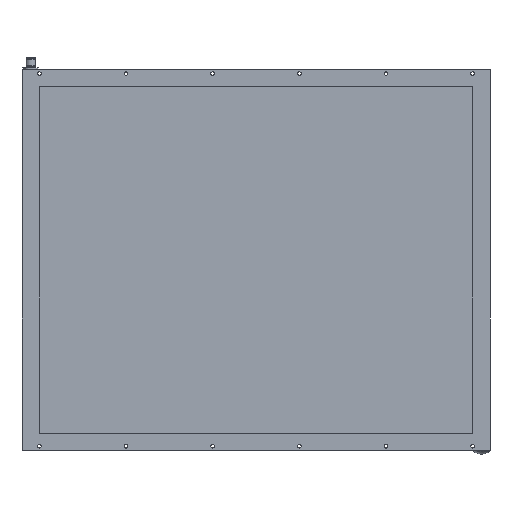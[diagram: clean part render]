
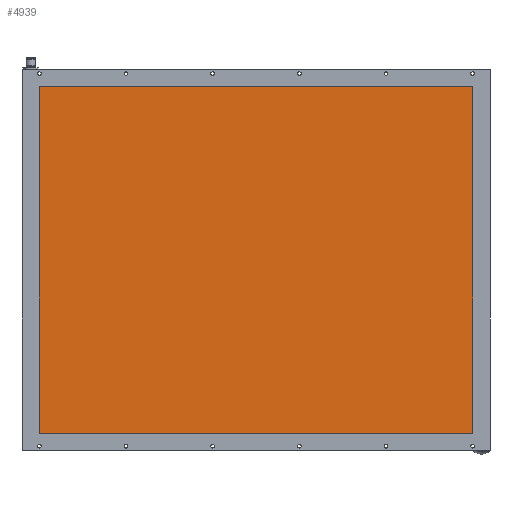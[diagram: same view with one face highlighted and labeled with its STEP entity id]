
A CAD part, front view. The second image highlights one B-rep face of the part: STEP entity #4939.
In plain terms, the highlighted planar face has unit normal (0, -1, 0).
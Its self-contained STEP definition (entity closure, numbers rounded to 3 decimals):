
#482 = EDGE_CURVE ( 'NONE', #761, #763, #3308, .T. ) ;
#534 = EDGE_CURVE ( 'NONE', #788, #763, #2371, .T. ) ;
#543 = EDGE_CURVE ( 'NONE', #761, #2675, #2416, .T. ) ;
#761 = VERTEX_POINT ( 'NONE', #5253 ) ;
#763 = VERTEX_POINT ( 'NONE', #5255 ) ;
#788 = VERTEX_POINT ( 'NONE', #1468 ) ;
#903 = AXIS2_PLACEMENT_3D ( 'NONE', #3069, #3076, #3077 ) ;
#1468 = CARTESIAN_POINT ( 'NONE',  ( 520., 4.1, -420. ) ) ;
#2371 = LINE ( 'NONE', #2387, #3700 ) ;
#2387 = CARTESIAN_POINT ( 'NONE',  ( 520., 4.1, -426. ) ) ;
#2388 = DIRECTION ( 'NONE',  ( 0., 0., 1. ) ) ;
#2416 = LINE ( 'NONE', #2417, #3795 ) ;
#2417 = CARTESIAN_POINT ( 'NONE',  ( 20., 4.1, -14. ) ) ;
#2418 = DIRECTION ( 'NONE',  ( 0., 0., -1. ) ) ;
#2545 = ORIENTED_EDGE ( 'NONE', *, *, #534, .T. ) ;
#2675 = VERTEX_POINT ( 'NONE', #4863 ) ;
#3069 = CARTESIAN_POINT ( 'NONE',  ( 15.5, 4.1, -424.5 ) ) ;
#3073 = FACE_OUTER_BOUND ( 'NONE', #3185, .T. ) ;
#3074 = PLANE ( 'NONE',  #903 ) ;
#3076 = DIRECTION ( 'NONE',  ( 0., -1., 0. ) ) ;
#3077 = DIRECTION ( 'NONE',  ( 1., 0., 0. ) ) ;
#3185 = EDGE_LOOP ( 'NONE', ( #4468, #2545, #4684, #4611 ) ) ;
#3308 = LINE ( 'NONE', #3317, #3914 ) ;
#3317 = CARTESIAN_POINT ( 'NONE',  ( 540., 4.1, -20. ) ) ;
#3318 = DIRECTION ( 'NONE',  ( 1., 0., 0. ) ) ;
#3700 = VECTOR ( 'NONE', #2388, 1000. ) ;
#3795 = VECTOR ( 'NONE', #2418, 1000. ) ;
#3914 = VECTOR ( 'NONE', #3318, 1000. ) ;
#4174 = VECTOR ( 'NONE', #5425, 1000. ) ;
#4468 = ORIENTED_EDGE ( 'NONE', *, *, #4784, .F. ) ;
#4611 = ORIENTED_EDGE ( 'NONE', *, *, #543, .T. ) ;
#4684 = ORIENTED_EDGE ( 'NONE', *, *, #482, .F. ) ;
#4784 = EDGE_CURVE ( 'NONE', #788, #2675, #5423, .T. ) ;
#4863 = CARTESIAN_POINT ( 'NONE',  ( 20., 4.1, -420. ) ) ;
#4939 = ADVANCED_FACE ( 'NONE', ( #3073 ), #3074, .T. ) ;
#5253 = CARTESIAN_POINT ( 'NONE',  ( 20., 4.1, -20. ) ) ;
#5255 = CARTESIAN_POINT ( 'NONE',  ( 520., 4.1, -20. ) ) ;
#5423 = LINE ( 'NONE', #5424, #4174 ) ;
#5424 = CARTESIAN_POINT ( 'NONE',  ( 0., 4.1, -420. ) ) ;
#5425 = DIRECTION ( 'NONE',  ( -1., 0., 0. ) ) ;
